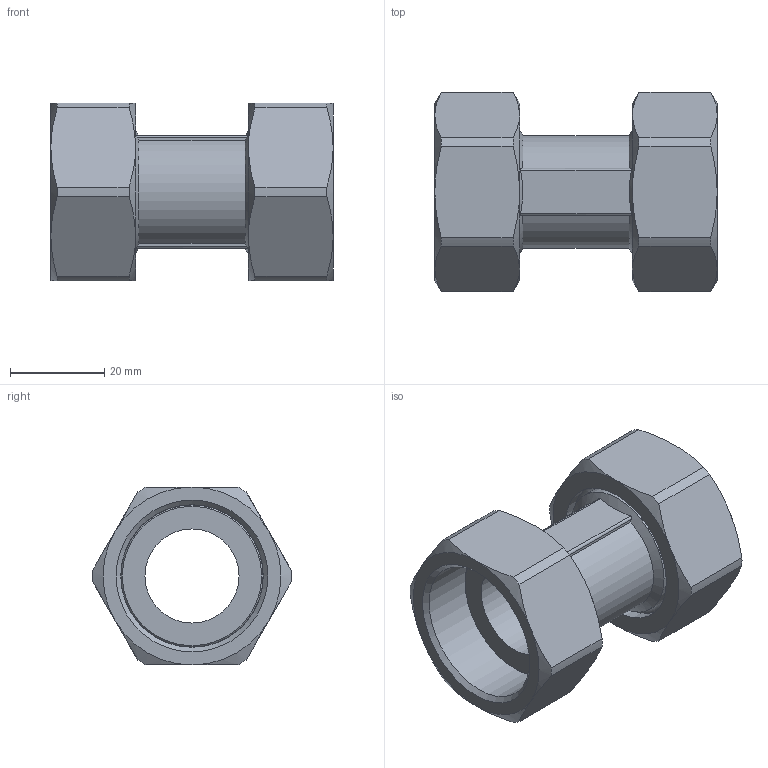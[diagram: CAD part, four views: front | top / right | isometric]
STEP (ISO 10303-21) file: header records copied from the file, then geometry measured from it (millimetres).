
FILE_DESCRIPTION(/* description */ ('Unknown'),/* implementation_level */ '2;1');
FILE_NAME(/* name */ '98000729-66',/* time_stamp */ '2023-01-10T12:18:22+01:00',/* author */ ('Unknown'),/* organization */ ('Unknown'),/* preprocessor_version */ 'ST-DEVELOPER v16.7',/* originating_system */ 'Solid Edge',/* authorisation */ 'Unknown');
FILE_SCHEMA (('AUTOMOTIVE_DESIGN {1 0 10303 214 3 1 1}'));
Length unit declared in the file: millimetre
Products named in the file (4): 98000729-66; 98000729-66_Stütze; Sperring; _berwurfmutter
Assembly tree (5 placements, depth 2):
  98000729-66
    98000729-66_Stütze
    Sperring  x2
    _berwurfmutter  x2
Bounding box: 60 x 42.49 x 37.8 mm (x, y, z)
Volume: 26296.9 mm3; surface area: 17682 mm2
Topology: 5 solids, 5 shells, 93 faces, 224 edges, 137 vertices
Faces by surface type: cone 36, cylinder 31, plane 24, torus 2
Full cylindrical faces by diameter (mm): 20 x1, 28 x2, 30.2 x2, 30.291 x6, 32.3 x2
Entity records: 2780 total; most frequent: CARTESIAN_POINT 1234, DIRECTION 250, ORIENTED_EDGE 232, EDGE_CURVE 116, AXIS2_PLACEMENT_3D 113, VERTEX_POINT 81, FACE_BOUND 81, EDGE_LOOP 80
